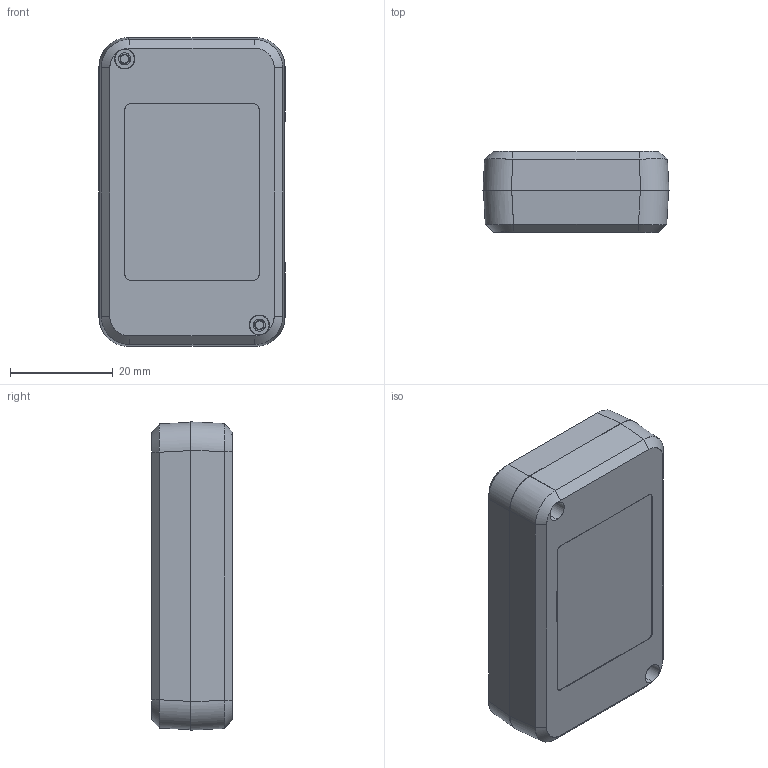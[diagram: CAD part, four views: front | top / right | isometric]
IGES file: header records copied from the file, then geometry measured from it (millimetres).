
Start section: SolidWorks IGES file using analytic representation for surfaces
Global section: file name: KM-10A.IGS; native system: SolidWorks 2013; preprocessor: SolidWorks 2013; author: admin; date: 190906.090724; units: millimetre
Bounding box: 36.2 x 15.7 x 60 mm (x, y, z)
Surface area: 13472.9 mm2 (no closed solid volume)
Topology: 0 solids, 0 shells, 161 faces, 2173 edges, 2172 vertices
Faces by surface type: bspline 110, revolution 51
